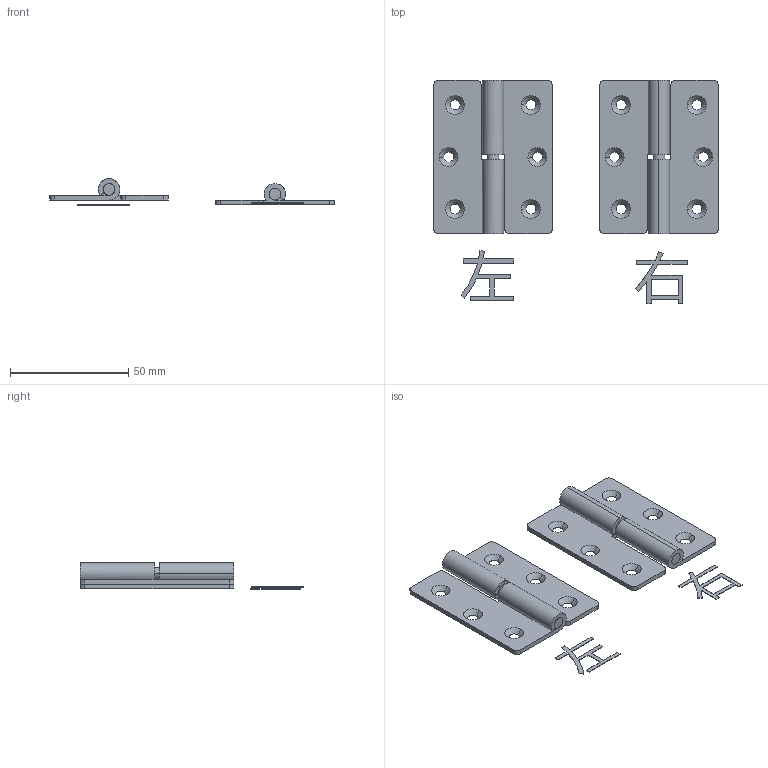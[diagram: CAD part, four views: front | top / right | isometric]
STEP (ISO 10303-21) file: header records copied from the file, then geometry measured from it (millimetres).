
FILE_DESCRIPTION(/* description */ (''),/* implementation_level */ '2;1');
FILE_NAME(/* name */ 'JL034',/* time_stamp */ '2025-03-19T10:06:45+08:00',/* author */ (''),/* organization */ (''),/* preprocessor_version */ 'ST-DEVELOPER v19.2',/* originating_system */ 'Rhino 8.5',/* authorisation */ '');
FILE_SCHEMA (('CONFIG_CONTROL_DESIGN'));
Length unit declared in the file: millimetre
Products named in the file (1): Document
Bounding box: 120.11 x 94.57 x 11.19 mm (x, y, z)
Volume: 17968.1 mm3; surface area: 20461.4 mm2
Topology: 8 solids, 8 shells, 165 faces, 439 edges, 290 vertices
Faces by surface type: plane 93, bspline 37, cylinder 35
Entity records: 5705 total; most frequent: CARTESIAN_POINT 2088, ORIENTED_EDGE 878, EDGE_CURVE 439, DIRECTION 420, VERTEX_POINT 290, AXIS2_PLACEMENT_3D 274, B_SPLINE_CURVE_WITH_KNOTS 244, EDGE_LOOP 191
